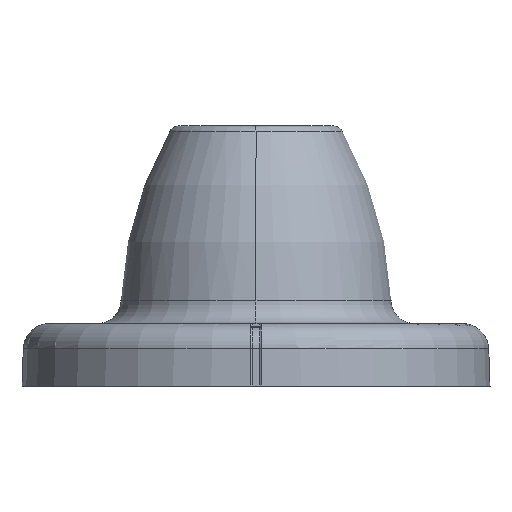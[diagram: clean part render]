
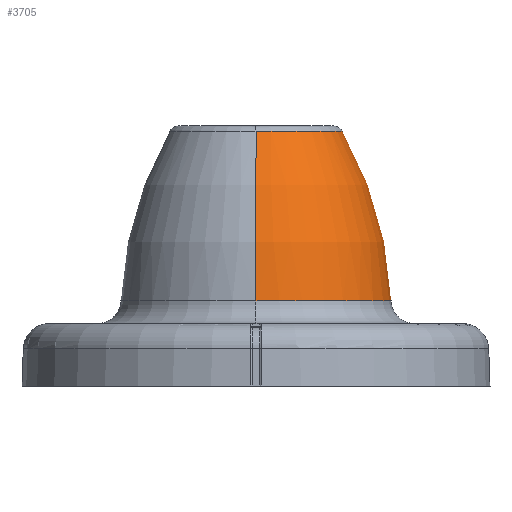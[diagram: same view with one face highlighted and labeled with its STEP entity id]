
A CAD part, left-side view. The second image highlights one B-rep face of the part: STEP entity #3705.
In plain terms, the highlighted toroidal (fillet/blend) face has major radius 43.6 mm and minor radius 69.629 mm.
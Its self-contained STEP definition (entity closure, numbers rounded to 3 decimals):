
#99 = VERTEX_POINT ( 'NONE', #3882 ) ;
#104 = CARTESIAN_POINT ( 'NONE',  ( 0., 0., 49.005 ) ) ;
#118 = EDGE_CURVE ( 'NONE', #5856, #2080, #8104, .T. ) ;
#320 = AXIS2_PLACEMENT_3D ( 'NONE', #104, #5812, #910 ) ;
#910 = DIRECTION ( 'NONE',  ( -1., 0., 0. ) ) ;
#924 = VERTEX_POINT ( 'NONE', #1832 ) ;
#1406 = EDGE_LOOP ( 'NONE', ( #4471, #7833, #3572, #7855 ) ) ;
#1457 = EDGE_CURVE ( 'NONE', #2080, #99, #9141, .T. ) ;
#1652 = DIRECTION ( 'NONE',  ( 0., 0., 1. ) ) ;
#1832 = CARTESIAN_POINT ( 'NONE',  ( 16.589, 0., 49.005 ) ) ;
#2080 = VERTEX_POINT ( 'NONE', #9871 ) ;
#2794 = CIRCLE ( 'NONE', #320, 16.589 ) ;
#3091 = DIRECTION ( 'NONE',  ( 0., -1., 0. ) ) ;
#3349 = DIRECTION ( 'NONE',  ( 0., 0., -1. ) ) ;
#3572 = ORIENTED_EDGE ( 'NONE', *, *, #118, .T. ) ;
#3668 = TOROIDAL_SURFACE ( 'NONE', #6680, -43.6, 69.629 ) ;
#3705 = ADVANCED_FACE ( 'NONE', ( #8034 ), #3668, .T. ) ;
#3882 = CARTESIAN_POINT ( 'NONE',  ( 25.989, 0., 16.348 ) ) ;
#4415 = CARTESIAN_POINT ( 'NONE',  ( -43.6, 0., 14. ) ) ;
#4471 = ORIENTED_EDGE ( 'NONE', *, *, #4755, .F. ) ;
#4755 = EDGE_CURVE ( 'NONE', #924, #99, #9678, .T. ) ;
#4902 = AXIS2_PLACEMENT_3D ( 'NONE', #8014, #3091, #8848 ) ;
#4989 = DIRECTION ( 'NONE',  ( -1., 0., 0. ) ) ;
#5058 = CARTESIAN_POINT ( 'NONE',  ( -16.589, 0., 49.005 ) ) ;
#5237 = DIRECTION ( 'NONE',  ( -1., 0., 0. ) ) ;
#5458 = AXIS2_PLACEMENT_3D ( 'NONE', #6550, #1652, #7387 ) ;
#5812 = DIRECTION ( 'NONE',  ( 0., 0., -1. ) ) ;
#5856 = VERTEX_POINT ( 'NONE', #5058 ) ;
#6550 = CARTESIAN_POINT ( 'NONE',  ( 0., 0., 16.348 ) ) ;
#6680 = AXIS2_PLACEMENT_3D ( 'NONE', #9902, #3349, #4989 ) ;
#7387 = DIRECTION ( 'NONE',  ( -1., 0., 0. ) ) ;
#7833 = ORIENTED_EDGE ( 'NONE', *, *, #8646, .T. ) ;
#7855 = ORIENTED_EDGE ( 'NONE', *, *, #1457, .T. ) ;
#8014 = CARTESIAN_POINT ( 'NONE',  ( 43.6, 0., 14. ) ) ;
#8034 = FACE_OUTER_BOUND ( 'NONE', #1406, .T. ) ;
#8104 = CIRCLE ( 'NONE', #4902, 69.629 ) ;
#8646 = EDGE_CURVE ( 'NONE', #924, #5856, #2794, .T. ) ;
#8848 = DIRECTION ( 'NONE',  ( 0., 0., -1. ) ) ;
#9141 = CIRCLE ( 'NONE', #5458, 25.989 ) ;
#9678 = CIRCLE ( 'NONE', #9729, 69.629 ) ;
#9729 = AXIS2_PLACEMENT_3D ( 'NONE', #4415, #10154, #5237 ) ;
#9871 = CARTESIAN_POINT ( 'NONE',  ( -25.989, 0., 16.348 ) ) ;
#9902 = CARTESIAN_POINT ( 'NONE',  ( 0., 0., 14. ) ) ;
#10154 = DIRECTION ( 'NONE',  ( 0., 1., 0. ) ) ;
